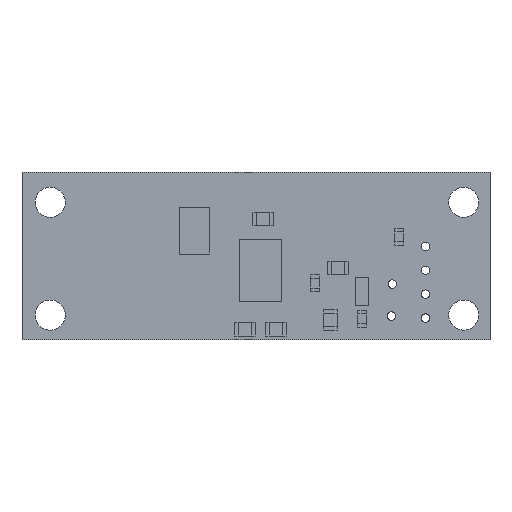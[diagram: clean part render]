
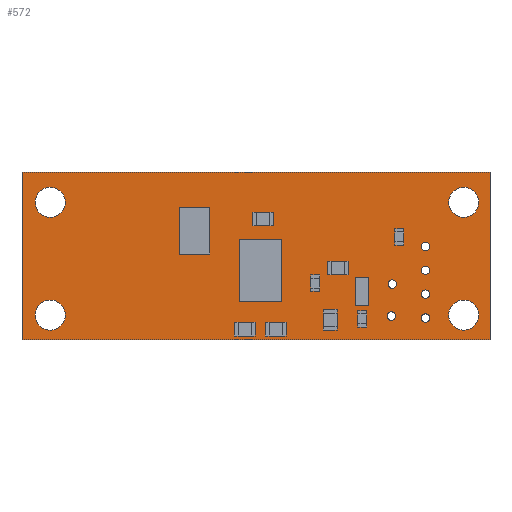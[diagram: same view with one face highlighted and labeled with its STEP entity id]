
A CAD part, top view. The second image highlights one B-rep face of the part: STEP entity #572.
In plain terms, the highlighted planar face has unit normal (0, 0, 1).
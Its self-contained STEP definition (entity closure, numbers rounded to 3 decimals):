
#83 = VERTEX_POINT('',#84);
#84 = CARTESIAN_POINT('',(0.,0.4,0.));
#90 = EDGE_CURVE('',#83,#91,#93,.T.);
#91 = VERTEX_POINT('',#92);
#92 = CARTESIAN_POINT('',(49.8,0.4,0.));
#93 = LINE('',#94,#95);
#94 = CARTESIAN_POINT('',(0.,0.4,0.));
#95 = VECTOR('',#96,1.);
#96 = DIRECTION('',(1.,0.,0.));
#121 = EDGE_CURVE('',#91,#122,#124,.T.);
#122 = VERTEX_POINT('',#123);
#123 = CARTESIAN_POINT('',(49.8,18.18,0.));
#124 = LINE('',#125,#126);
#125 = CARTESIAN_POINT('',(49.8,0.4,0.));
#126 = VECTOR('',#127,1.);
#127 = DIRECTION('',(0.,1.,0.));
#152 = EDGE_CURVE('',#122,#153,#155,.T.);
#153 = VERTEX_POINT('',#154);
#154 = CARTESIAN_POINT('',(0.,18.18,0.)
  );
#155 = LINE('',#156,#157);
#156 = CARTESIAN_POINT('',(49.8,18.18,0.));
#157 = VECTOR('',#158,1.);
#158 = DIRECTION('',(-1.,0.,0.));
#183 = EDGE_CURVE('',#153,#83,#184,.T.);
#184 = LINE('',#185,#186);
#185 = CARTESIAN_POINT('',(0.,18.18,0.)
  );
#186 = VECTOR('',#187,1.);
#187 = DIRECTION('',(0.,-1.,0.));
#207 = VERTEX_POINT('',#208);
#208 = CARTESIAN_POINT('',(4.6,3.,0.));
#214 = EDGE_CURVE('',#207,#207,#215,.T.);
#215 = CIRCLE('',#216,1.6);
#216 = AXIS2_PLACEMENT_3D('',#217,#218,#219);
#217 = CARTESIAN_POINT('',(3.,3.,0.));
#218 = DIRECTION('',(0.,0.,1.));
#219 = DIRECTION('',(1.,0.,0.));
#240 = VERTEX_POINT('',#241);
#241 = CARTESIAN_POINT('',(39.75,2.9,0.));
#247 = EDGE_CURVE('',#240,#240,#248,.T.);
#248 = CIRCLE('',#249,0.45);
#249 = AXIS2_PLACEMENT_3D('',#250,#251,#252);
#250 = CARTESIAN_POINT('',(39.3,2.9,0.));
#251 = DIRECTION('',(0.,0.,1.));
#252 = DIRECTION('',(1.,0.,0.));
#273 = VERTEX_POINT('',#274);
#274 = CARTESIAN_POINT('',(4.6,15.,0.));
#280 = EDGE_CURVE('',#273,#273,#281,.T.);
#281 = CIRCLE('',#282,1.6);
#282 = AXIS2_PLACEMENT_3D('',#283,#284,#285);
#283 = CARTESIAN_POINT('',(3.,15.,0.));
#284 = DIRECTION('',(0.,0.,1.));
#285 = DIRECTION('',(1.,0.,0.));
#306 = VERTEX_POINT('',#307);
#307 = CARTESIAN_POINT('',(43.392,5.226,0.));
#313 = EDGE_CURVE('',#306,#306,#314,.T.);
#314 = CIRCLE('',#315,0.45);
#315 = AXIS2_PLACEMENT_3D('',#316,#317,#318);
#316 = CARTESIAN_POINT('',(42.942,5.226,0.));
#317 = DIRECTION('',(0.,0.,1.));
#318 = DIRECTION('',(1.,0.,0.));
#339 = VERTEX_POINT('',#340);
#340 = CARTESIAN_POINT('',(39.85,6.3,0.));
#346 = EDGE_CURVE('',#339,#339,#347,.T.);
#347 = CIRCLE('',#348,0.45);
#348 = AXIS2_PLACEMENT_3D('',#349,#350,#351);
#349 = CARTESIAN_POINT('',(39.4,6.3,0.));
#350 = DIRECTION('',(0.,0.,1.));
#351 = DIRECTION('',(1.,0.,0.));
#372 = VERTEX_POINT('',#373);
#373 = CARTESIAN_POINT('',(43.392,2.686,0.));
#379 = EDGE_CURVE('',#372,#372,#380,.T.);
#380 = CIRCLE('',#381,0.45);
#381 = AXIS2_PLACEMENT_3D('',#382,#383,#384);
#382 = CARTESIAN_POINT('',(42.942,2.686,0.));
#383 = DIRECTION('',(0.,0.,1.));
#384 = DIRECTION('',(1.,0.,0.));
#405 = VERTEX_POINT('',#406);
#406 = CARTESIAN_POINT('',(48.6,3.,0.));
#412 = EDGE_CURVE('',#405,#405,#413,.T.);
#413 = CIRCLE('',#414,1.6);
#414 = AXIS2_PLACEMENT_3D('',#415,#416,#417);
#415 = CARTESIAN_POINT('',(47.,3.,0.));
#416 = DIRECTION('',(0.,0.,1.));
#417 = DIRECTION('',(1.,0.,0.));
#438 = VERTEX_POINT('',#439);
#439 = CARTESIAN_POINT('',(43.392,7.766,0.));
#445 = EDGE_CURVE('',#438,#438,#446,.T.);
#446 = CIRCLE('',#447,0.45);
#447 = AXIS2_PLACEMENT_3D('',#448,#449,#450);
#448 = CARTESIAN_POINT('',(42.942,7.766,0.));
#449 = DIRECTION('',(0.,0.,1.));
#450 = DIRECTION('',(1.,0.,0.));
#471 = VERTEX_POINT('',#472);
#472 = CARTESIAN_POINT('',(43.392,10.306,0.));
#478 = EDGE_CURVE('',#471,#471,#479,.T.);
#479 = CIRCLE('',#480,0.45);
#480 = AXIS2_PLACEMENT_3D('',#481,#482,#483);
#481 = CARTESIAN_POINT('',(42.942,10.306,0.));
#482 = DIRECTION('',(0.,0.,1.));
#483 = DIRECTION('',(1.,0.,0.));
#504 = VERTEX_POINT('',#505);
#505 = CARTESIAN_POINT('',(48.6,15.,0.));
#511 = EDGE_CURVE('',#504,#504,#512,.T.);
#512 = CIRCLE('',#513,1.6);
#513 = AXIS2_PLACEMENT_3D('',#514,#515,#516);
#514 = CARTESIAN_POINT('',(47.,15.,0.));
#515 = DIRECTION('',(0.,0.,1.));
#516 = DIRECTION('',(1.,0.,0.));
#572 = ADVANCED_FACE('',(#573,#579,#582,#585,#588,#591,#594,#597,#600,
    #603,#606),#609,.F.);
#573 = FACE_BOUND('',#574,.T.);
#574 = EDGE_LOOP('',(#575,#576,#577,#578));
#575 = ORIENTED_EDGE('',*,*,#90,.T.);
#576 = ORIENTED_EDGE('',*,*,#121,.T.);
#577 = ORIENTED_EDGE('',*,*,#152,.T.);
#578 = ORIENTED_EDGE('',*,*,#183,.T.);
#579 = FACE_BOUND('',#580,.F.);
#580 = EDGE_LOOP('',(#581));
#581 = ORIENTED_EDGE('',*,*,#214,.T.);
#582 = FACE_BOUND('',#583,.F.);
#583 = EDGE_LOOP('',(#584));
#584 = ORIENTED_EDGE('',*,*,#247,.T.);
#585 = FACE_BOUND('',#586,.F.);
#586 = EDGE_LOOP('',(#587));
#587 = ORIENTED_EDGE('',*,*,#280,.T.);
#588 = FACE_BOUND('',#589,.F.);
#589 = EDGE_LOOP('',(#590));
#590 = ORIENTED_EDGE('',*,*,#313,.T.);
#591 = FACE_BOUND('',#592,.F.);
#592 = EDGE_LOOP('',(#593));
#593 = ORIENTED_EDGE('',*,*,#346,.T.);
#594 = FACE_BOUND('',#595,.F.);
#595 = EDGE_LOOP('',(#596));
#596 = ORIENTED_EDGE('',*,*,#379,.T.);
#597 = FACE_BOUND('',#598,.F.);
#598 = EDGE_LOOP('',(#599));
#599 = ORIENTED_EDGE('',*,*,#412,.T.);
#600 = FACE_BOUND('',#601,.F.);
#601 = EDGE_LOOP('',(#602));
#602 = ORIENTED_EDGE('',*,*,#445,.T.);
#603 = FACE_BOUND('',#604,.F.);
#604 = EDGE_LOOP('',(#605));
#605 = ORIENTED_EDGE('',*,*,#478,.T.);
#606 = FACE_BOUND('',#607,.F.);
#607 = EDGE_LOOP('',(#608));
#608 = ORIENTED_EDGE('',*,*,#511,.T.);
#609 = PLANE('',#610);
#610 = AXIS2_PLACEMENT_3D('',#611,#612,#613);
#611 = CARTESIAN_POINT('',(0.,0.4,0.));
#612 = DIRECTION('',(0.,0.,-1.));
#613 = DIRECTION('',(-1.,0.,0.));
